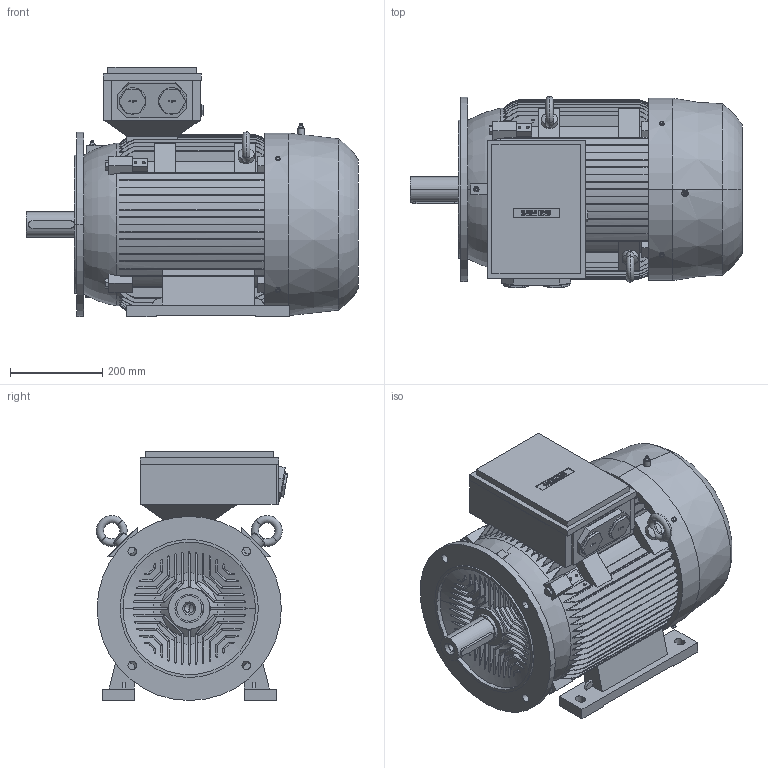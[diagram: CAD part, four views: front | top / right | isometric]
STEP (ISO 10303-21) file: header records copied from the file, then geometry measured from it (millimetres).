
FILE_DESCRIPTION(('STEP AP214'),'1');
FILE_NAME('cctmp_6D3ACC81-AB6C-4C66-8633-4D4ADF91441C_2023_06_26_14_51_56_0968..stp','2023-06-26T12:51:58',('SIEMENS A&D'),('CADClick - www.CADClick.com'),'Spatial InterOp 3D',' ','unknown authorization');
FILE_SCHEMA(('AUTOMOTIVE_DESIGN'));
Length unit declared in the file: millimetre
Products named in the file (1): 1
Bounding box: 721 x 415.54 x 541 mm (x, y, z)
Volume: 73432069.4 mm3; surface area: 2203570.2 mm2
Topology: 1 solids, 1 shells, 1362 faces, 3825 edges, 2486 vertices
Faces by surface type: plane 858, cylinder 310, torus 160, cone 34
Entity records: 65941 total; most frequent: CARTESIAN_POINT 21253, ORIENTED_EDGE 7566, DIRECTION 6447, EDGE_CURVE 3783, VERTEX_POINT 2486, AXIS2_PLACEMENT_3D 2174, LINE 2099, VECTOR 2099
